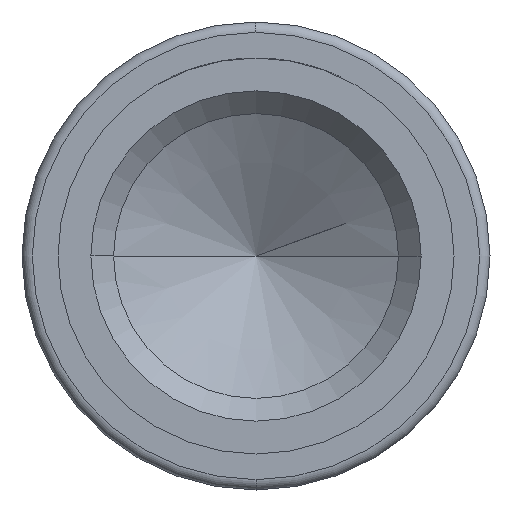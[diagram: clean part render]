
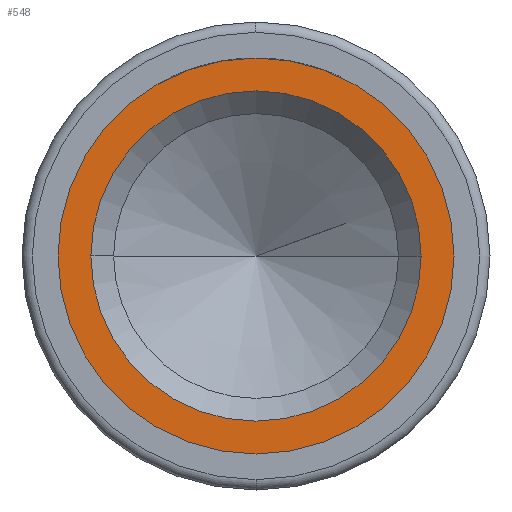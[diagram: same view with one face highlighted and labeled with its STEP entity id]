
A CAD part, front view. The second image highlights one B-rep face of the part: STEP entity #548.
In plain terms, the highlighted planar face has unit normal (0, -1, 0).
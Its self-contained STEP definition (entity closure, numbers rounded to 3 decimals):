
#1=CARTESIAN_POINT('',(0.,-5.794,0.));
#2=DIRECTION('',(0.,1.,0.));
#3=DIRECTION('',(-1.,0.,0.));
#4=AXIS2_PLACEMENT_3D('',#1,#2,#3);
#6=CARTESIAN_POINT('',(0.,-5.794,0.));
#7=DIRECTION('',(0.,1.,0.));
#8=DIRECTION('',(1.,0.,0.));
#9=AXIS2_PLACEMENT_3D('',#6,#7,#8);
#66=CARTESIAN_POINT('',(0.,-5.794,0.));
#67=DIRECTION('',(0.,1.,0.));
#68=DIRECTION('',(0.,0.,-1.));
#69=AXIS2_PLACEMENT_3D('',#66,#67,#68);
#98=CARTESIAN_POINT('',(0.,-5.794,0.));
#99=DIRECTION('',(0.,-1.,0.));
#100=DIRECTION('',(0.,0.,-1.));
#101=AXIS2_PLACEMENT_3D('',#98,#99,#100);
#471=CARTESIAN_POINT('',(0.,-5.794,-0.454));
#472=CARTESIAN_POINT('',(0.,-5.794,0.454));
#473=VERTEX_POINT('',#471);
#474=VERTEX_POINT('',#472);
#523=CARTESIAN_POINT('',(-0.378,-5.794,0.));
#524=CARTESIAN_POINT('',(0.378,-5.794,0.));
#525=VERTEX_POINT('',#523);
#526=VERTEX_POINT('',#524);
#531=CARTESIAN_POINT('',(0.,-5.794,0.));
#532=DIRECTION('',(0.,-1.,0.));
#533=DIRECTION('',(0.,0.,1.));
#534=AXIS2_PLACEMENT_3D('',#531,#532,#533);
#535=PLANE('',#534);
#537=ORIENTED_EDGE('',*,*,#536,.T.);
#539=ORIENTED_EDGE('',*,*,#538,.F.);
#540=EDGE_LOOP('',(#537,#539));
#541=FACE_OUTER_BOUND('',#540,.F.);
#543=ORIENTED_EDGE('',*,*,#542,.F.);
#545=ORIENTED_EDGE('',*,*,#544,.F.);
#546=EDGE_LOOP('',(#543,#545));
#547=FACE_BOUND('',#546,.F.);
#548=ADVANCED_FACE('',(#541,#547),#535,.T.);
#5=CIRCLE('',#4,0.378);
#10=CIRCLE('',#9,0.378);
#70=CIRCLE('',#69,0.454);
#102=CIRCLE('',#101,0.454);
#536=EDGE_CURVE('',#473,#474,#70,.T.);
#538=EDGE_CURVE('',#473,#474,#102,.T.);
#542=EDGE_CURVE('',#525,#526,#5,.T.);
#544=EDGE_CURVE('',#526,#525,#10,.T.);
